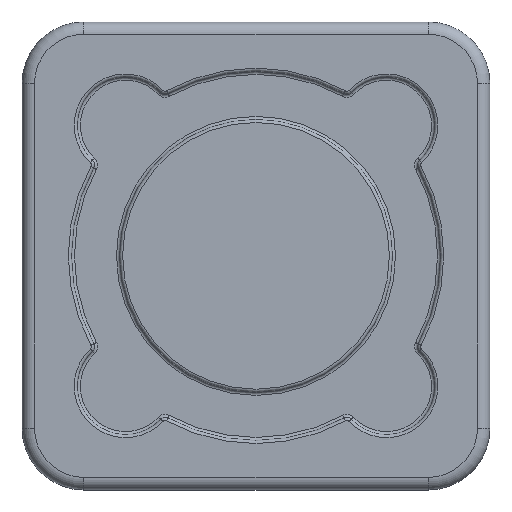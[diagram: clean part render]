
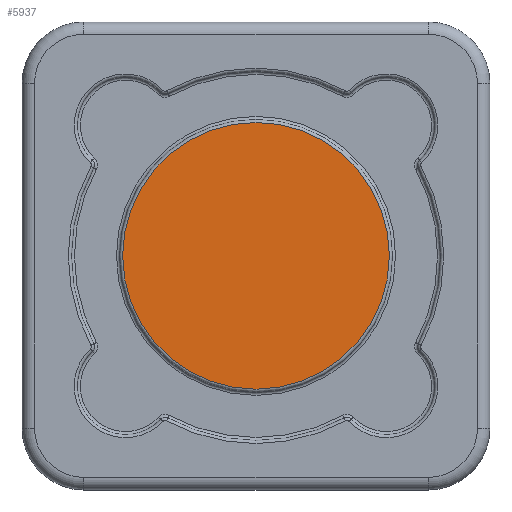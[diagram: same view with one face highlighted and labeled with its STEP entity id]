
A CAD part, top view. The second image highlights one B-rep face of the part: STEP entity #5937.
In plain terms, the highlighted planar face has unit normal (0, 0, 1).
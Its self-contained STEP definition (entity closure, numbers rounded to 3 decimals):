
#5870 = TOROIDAL_SURFACE('',#5871,2.167,0.05);
#5871 = AXIS2_PLACEMENT_3D('',#5872,#5873,#5874);
#5872 = CARTESIAN_POINT('',(0.,0.,2.95
    ));
#5873 = DIRECTION('',(0.,0.,1.));
#5874 = DIRECTION('',(1.,0.,0.));
#5886 = VERTEX_POINT('',#5887);
#5887 = CARTESIAN_POINT('',(2.167,0.,3.));
#5911 = EDGE_CURVE('',#5886,#5886,#5912,.T.);
#5912 = SURFACE_CURVE('',#5913,(#5918,#5925),.PCURVE_S1.);
#5913 = CIRCLE('',#5914,2.167);
#5914 = AXIS2_PLACEMENT_3D('',#5915,#5916,#5917);
#5915 = CARTESIAN_POINT('',(0.,0.,3.)
  );
#5916 = DIRECTION('',(0.,-0.,1.));
#5917 = DIRECTION('',(1.,0.,0.));
#5918 = PCURVE('',#5870,#5919);
#5919 = DEFINITIONAL_REPRESENTATION('',(#5920),#5924);
#5920 = LINE('',#5921,#5922);
#5921 = CARTESIAN_POINT('',(0.,1.571));
#5922 = VECTOR('',#5923,1.);
#5923 = DIRECTION('',(1.,0.));
#5924 = ( GEOMETRIC_REPRESENTATION_CONTEXT(2) 
PARAMETRIC_REPRESENTATION_CONTEXT() REPRESENTATION_CONTEXT('2D SPACE',''
  ) );
#5925 = PCURVE('',#5926,#5931);
#5926 = PLANE('',#5927);
#5927 = AXIS2_PLACEMENT_3D('',#5928,#5929,#5930);
#5928 = CARTESIAN_POINT('',(0.,0.,3.));
#5929 = DIRECTION('',(0.,0.,1.));
#5930 = DIRECTION('',(1.,0.,0.));
#5931 = DEFINITIONAL_REPRESENTATION('',(#5932),#5936);
#5932 = CIRCLE('',#5933,2.167);
#5933 = AXIS2_PLACEMENT_2D('',#5934,#5935);
#5934 = CARTESIAN_POINT('',(0.,0.));
#5935 = DIRECTION('',(1.,0.));
#5936 = ( GEOMETRIC_REPRESENTATION_CONTEXT(2) 
PARAMETRIC_REPRESENTATION_CONTEXT() REPRESENTATION_CONTEXT('2D SPACE',''
  ) );
#5937 = ADVANCED_FACE('',(#5938),#5926,.T.);
#5938 = FACE_BOUND('',#5939,.T.);
#5939 = EDGE_LOOP('',(#5940));
#5940 = ORIENTED_EDGE('',*,*,#5911,.T.);
